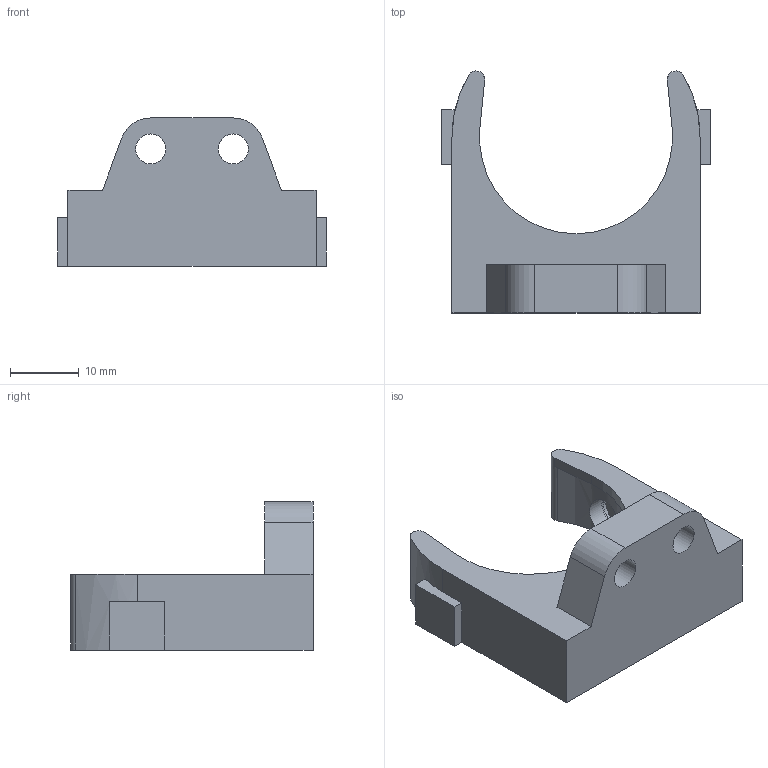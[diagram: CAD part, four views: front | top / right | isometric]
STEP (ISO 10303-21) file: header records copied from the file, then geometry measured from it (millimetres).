
FILE_DESCRIPTION(('FreeCAD Model'),'2;1');
FILE_NAME('Open CASCADE Shape Model','2025-03-04T21:58:03',(''),(''), 'Open CASCADE STEP processor 7.7','FreeCAD','Unknown');
FILE_SCHEMA(('AUTOMOTIVE_DESIGN { 1 0 10303 214 1 1 1 1 }'));
Length unit declared in the file: millimetre
Products named in the file (1): Passive Claw
Bounding box: 39 x 35.12 x 21.5 mm (x, y, z)
Volume: 7500.4 mm3; surface area: 4546.8 mm2
Topology: 1 solids, 1 shells, 48 faces, 121 edges, 80 vertices
Faces by surface type: plane 25, cylinder 15, extrusion 8
Full cylindrical faces by diameter (mm): 4.35 x2, 6 x5
Entity records: 1975 total; most frequent: CARTESIAN_POINT 791, ORIENTED_EDGE 242, DIRECTION 225, EDGE_CURVE 121, VERTEX_POINT 80, VECTOR 79, AXIS2_PLACEMENT_3D 73, LINE 71
